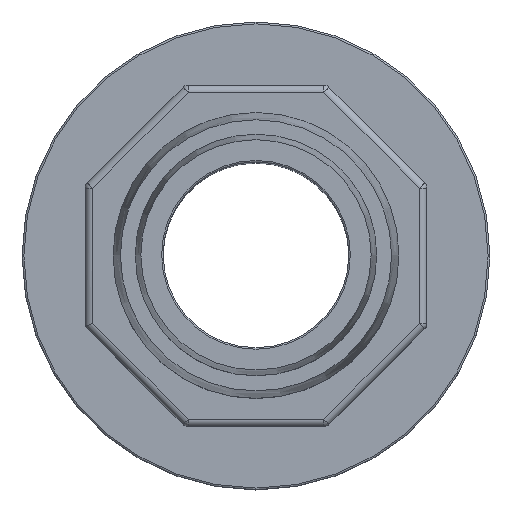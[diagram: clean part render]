
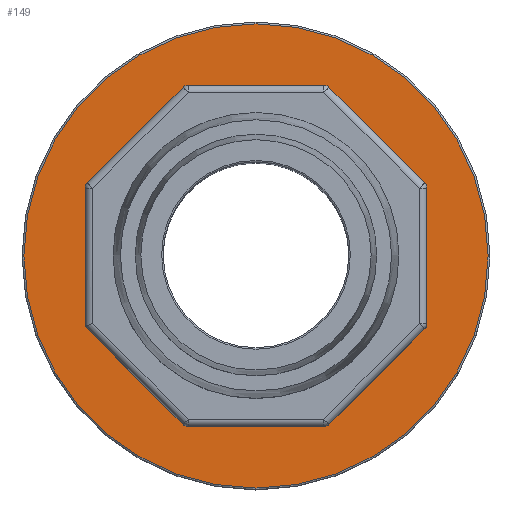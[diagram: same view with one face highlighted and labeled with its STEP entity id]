
A CAD part, top view. The second image highlights one B-rep face of the part: STEP entity #149.
In plain terms, the highlighted planar face has unit normal (0, 0, 1).
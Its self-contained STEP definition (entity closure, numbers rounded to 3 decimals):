
#149 = ADVANCED_FACE( '', ( #335, #336 ), #337, .T. );
#335 = FACE_OUTER_BOUND( '', #548, .T. );
#336 = FACE_BOUND( '', #549, .T. );
#337 = PLANE( '', #550 );
#548 = EDGE_LOOP( '', ( #862 ) );
#549 = EDGE_LOOP( '', ( #863, #864, #865, #866, #867, #868, #869, #870, #871, #872, #873, #874, #875, #876, #877 ) );
#550 = AXIS2_PLACEMENT_3D( '', #878, #879, #880 );
#862 = ORIENTED_EDGE( '', *, *, #1089, .T. );
#863 = ORIENTED_EDGE( '', *, *, #1172, .F. );
#864 = ORIENTED_EDGE( '', *, *, #1173, .T. );
#865 = ORIENTED_EDGE( '', *, *, #1147, .F. );
#866 = ORIENTED_EDGE( '', *, *, #1174, .T. );
#867 = ORIENTED_EDGE( '', *, *, #1175, .F. );
#868 = ORIENTED_EDGE( '', *, *, #1137, .T. );
#869 = ORIENTED_EDGE( '', *, *, #1073, .F. );
#870 = ORIENTED_EDGE( '', *, *, #1162, .T. );
#871 = ORIENTED_EDGE( '', *, *, #1127, .F. );
#872 = ORIENTED_EDGE( '', *, *, #1176, .T. );
#873 = ORIENTED_EDGE( '', *, *, #1177, .F. );
#874 = ORIENTED_EDGE( '', *, *, #1114, .F. );
#875 = ORIENTED_EDGE( '', *, *, #1178, .T. );
#876 = ORIENTED_EDGE( '', *, *, #1122, .F. );
#877 = ORIENTED_EDGE( '', *, *, #1179, .T. );
#878 = CARTESIAN_POINT( '', ( 0., 0., 5.5 ) );
#879 = DIRECTION( '', ( 0., 0., 1. ) );
#880 = DIRECTION( '', ( 1., 0., 0. ) );
#1073 = EDGE_CURVE( '', #1233, #1234, #1235, .T. );
#1089 = EDGE_CURVE( '', #1260, #1260, #1261, .T. );
#1114 = EDGE_CURVE( '', #1299, #1301, #1302, .T. );
#1122 = EDGE_CURVE( '', #1312, #1314, #1315, .T. );
#1127 = EDGE_CURVE( '', #1321, #1322, #1323, .T. );
#1137 = EDGE_CURVE( '', #1335, #1234, #1336, .F. );
#1147 = EDGE_CURVE( '', #1350, #1351, #1352, .T. );
#1162 = EDGE_CURVE( '', #1233, #1322, #1371, .F. );
#1172 = EDGE_CURVE( '', #1385, #1386, #1387, .T. );
#1173 = EDGE_CURVE( '', #1385, #1351, #1388, .F. );
#1174 = EDGE_CURVE( '', #1350, #1389, #1390, .F. );
#1175 = EDGE_CURVE( '', #1335, #1389, #1391, .T. );
#1176 = EDGE_CURVE( '', #1321, #1392, #1393, .F. );
#1177 = EDGE_CURVE( '', #1301, #1392, #1394, .T. );
#1178 = EDGE_CURVE( '', #1299, #1314, #1395, .F. );
#1179 = EDGE_CURVE( '', #1312, #1386, #1396, .F. );
#1233 = VERTEX_POINT( '', #1454 );
#1234 = VERTEX_POINT( '', #1455 );
#1235 = LINE( '', #1456, #1457 );
#1260 = VERTEX_POINT( '', #1486 );
#1261 = CIRCLE( '', #1487, 31.25 );
#1299 = VERTEX_POINT( '', #1530 );
#1301 = VERTEX_POINT( '', #1533 );
#1302 = LINE( '', #1534, #1535 );
#1312 = VERTEX_POINT( '', #1547 );
#1314 = VERTEX_POINT( '', #1550 );
#1315 = LINE( '', #1551, #1552 );
#1321 = VERTEX_POINT( '', #1559 );
#1322 = VERTEX_POINT( '', #1560 );
#1323 = LINE( '', #1561, #1562 );
#1335 = VERTEX_POINT( '', #1576 );
#1336 = CIRCLE( '', #1577, 1. );
#1350 = VERTEX_POINT( '', #1592 );
#1351 = VERTEX_POINT( '', #1593 );
#1352 = LINE( '', #1594, #1595 );
#1371 = CIRCLE( '', #1618, 1. );
#1385 = VERTEX_POINT( '', #1632 );
#1386 = VERTEX_POINT( '', #1633 );
#1387 = LINE( '', #1634, #1635 );
#1388 = CIRCLE( '', #1636, 1. );
#1389 = VERTEX_POINT( '', #1637 );
#1390 = CIRCLE( '', #1638, 1. );
#1391 = LINE( '', #1639, #1640 );
#1392 = VERTEX_POINT( '', #1641 );
#1393 = CIRCLE( '', #1642, 1. );
#1394 = LINE( '', #1643, #1644 );
#1395 = CIRCLE( '', #1645, 1. );
#1396 = CIRCLE( '', #1646, 1. );
#1454 = CARTESIAN_POINT( '', ( 9.82, -22.707, 5.5 ) );
#1455 = CARTESIAN_POINT( '', ( 22.707, -9.82, 5.5 ) );
#1456 = CARTESIAN_POINT( '', ( 23., -9.527, 5.5 ) );
#1457 = VECTOR( '', #1716, 1000. );
#1486 = CARTESIAN_POINT( '', ( 31.25, 0., 5.5 ) );
#1487 = AXIS2_PLACEMENT_3D( '', #1742, #1743, #1744 );
#1530 = CARTESIAN_POINT( '', ( -23., 9.113, 5.5 ) );
#1533 = CARTESIAN_POINT( '', ( -23., -9.527, 5.5 ) );
#1534 = CARTESIAN_POINT( '', ( -23., 9.527, 5.5 ) );
#1535 = VECTOR( '', #1784, 1000. );
#1547 = CARTESIAN_POINT( '', ( -9.82, 22.707, 5.5 ) );
#1550 = CARTESIAN_POINT( '', ( -22.707, 9.82, 5.5 ) );
#1551 = CARTESIAN_POINT( '', ( -9.527, 23., 5.5 ) );
#1552 = VECTOR( '', #1794, 1000. );
#1559 = CARTESIAN_POINT( '', ( -9.113, -23., 5.5 ) );
#1560 = CARTESIAN_POINT( '', ( 9.113, -23., 5.5 ) );
#1561 = CARTESIAN_POINT( '', ( -9.527, -23., 5.5 ) );
#1562 = VECTOR( '', #1799, 1000. );
#1576 = CARTESIAN_POINT( '', ( 23., -9.113, 5.5 ) );
#1577 = AXIS2_PLACEMENT_3D( '', #1814, #1815, #1816 );
#1592 = CARTESIAN_POINT( '', ( 22.707, 9.82, 5.5 ) );
#1593 = CARTESIAN_POINT( '', ( 9.82, 22.707, 5.5 ) );
#1594 = CARTESIAN_POINT( '', ( 9.527, 23., 5.5 ) );
#1595 = VECTOR( '', #1830, 1000. );
#1618 = AXIS2_PLACEMENT_3D( '', #1850, #1851, #1852 );
#1632 = CARTESIAN_POINT( '', ( 9.113, 23., 5.5 ) );
#1633 = CARTESIAN_POINT( '', ( -9.113, 23., 5.5 ) );
#1634 = CARTESIAN_POINT( '', ( -9.527, 23., 5.5 ) );
#1635 = VECTOR( '', #1868, 1000. );
#1636 = AXIS2_PLACEMENT_3D( '', #1869, #1870, #1871 );
#1637 = CARTESIAN_POINT( '', ( 23., 9.113, 5.5 ) );
#1638 = AXIS2_PLACEMENT_3D( '', #1872, #1873, #1874 );
#1639 = CARTESIAN_POINT( '', ( 23., 9.527, 5.5 ) );
#1640 = VECTOR( '', #1875, 1000. );
#1641 = CARTESIAN_POINT( '', ( -9.82, -22.707, 5.5 ) );
#1642 = AXIS2_PLACEMENT_3D( '', #1876, #1877, #1878 );
#1643 = CARTESIAN_POINT( '', ( -23., -9.527, 5.5 ) );
#1644 = VECTOR( '', #1879, 1000. );
#1645 = AXIS2_PLACEMENT_3D( '', #1880, #1881, #1882 );
#1646 = AXIS2_PLACEMENT_3D( '', #1883, #1884, #1885 );
#1716 = DIRECTION( '', ( 0.707, 0.707, 0. ) );
#1742 = CARTESIAN_POINT( '', ( 0., 0., 5.5 ) );
#1743 = DIRECTION( '', ( 0., 0., 1. ) );
#1744 = DIRECTION( '', ( 1., 0., 0. ) );
#1784 = DIRECTION( '', ( 0., -1., 0. ) );
#1794 = DIRECTION( '', ( -0.707, -0.707, 0. ) );
#1799 = DIRECTION( '', ( 1., 0., 0. ) );
#1814 = CARTESIAN_POINT( '', ( 22., -9.113, 5.5 ) );
#1815 = DIRECTION( '', ( 0., 0., 1. ) );
#1816 = DIRECTION( '', ( 1., 0., 0. ) );
#1830 = DIRECTION( '', ( -0.707, 0.707, 0. ) );
#1850 = CARTESIAN_POINT( '', ( 9.113, -22., 5.5 ) );
#1851 = DIRECTION( '', ( 0., 0., 1. ) );
#1852 = DIRECTION( '', ( 1., 0., 0. ) );
#1868 = DIRECTION( '', ( -1., 0., 0. ) );
#1869 = CARTESIAN_POINT( '', ( 9.113, 22., 5.5 ) );
#1870 = DIRECTION( '', ( 0., 0., 1. ) );
#1871 = DIRECTION( '', ( 1., 0., 0. ) );
#1872 = CARTESIAN_POINT( '', ( 22., 9.113, 5.5 ) );
#1873 = DIRECTION( '', ( 0., 0., 1. ) );
#1874 = DIRECTION( '', ( 1., 0., 0. ) );
#1875 = DIRECTION( '', ( 0., 1., 0. ) );
#1876 = CARTESIAN_POINT( '', ( -9.113, -22., 5.5 ) );
#1877 = DIRECTION( '', ( 0., 0., 1. ) );
#1878 = DIRECTION( '', ( 1., 0., 0. ) );
#1879 = DIRECTION( '', ( 0.707, -0.707, 0. ) );
#1880 = CARTESIAN_POINT( '', ( -22., 9.113, 5.5 ) );
#1881 = DIRECTION( '', ( 0., 0., 1. ) );
#1882 = DIRECTION( '', ( 1., 0., 0. ) );
#1883 = CARTESIAN_POINT( '', ( -9.113, 22., 5.5 ) );
#1884 = DIRECTION( '', ( 0., 0., 1. ) );
#1885 = DIRECTION( '', ( 1., 0., 0. ) );
